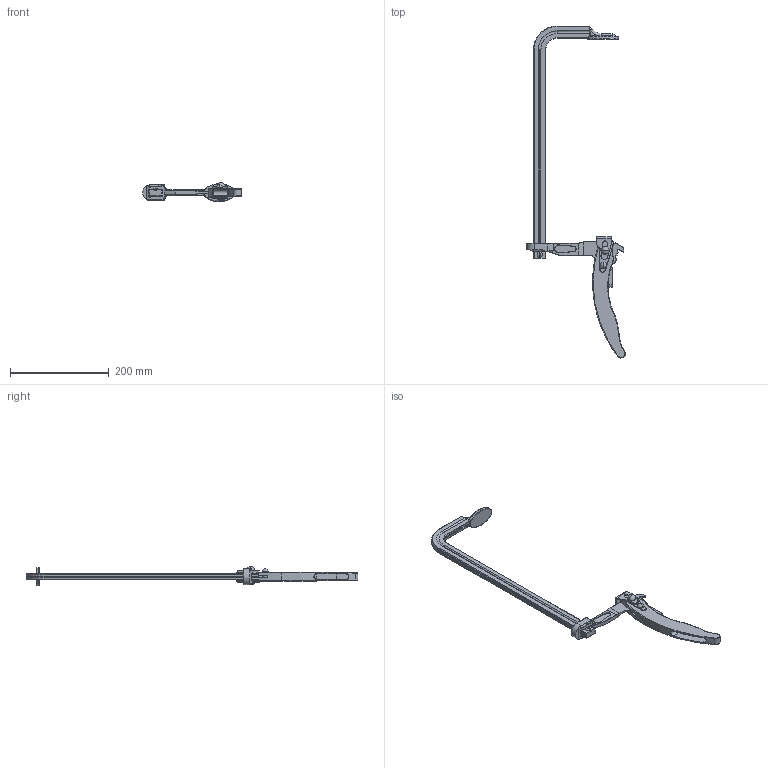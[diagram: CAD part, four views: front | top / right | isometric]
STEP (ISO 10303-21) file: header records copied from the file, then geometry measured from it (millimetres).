
FILE_DESCRIPTION (( 'STEP AP214' ), '1' );
FILE_NAME ('GH-G40L.STEP', '2025-12-23T05:11:11', ( '' ), ( '' ), 'SwSTEP 2.0', 'SolidWorks 2016', '' );
FILE_SCHEMA (( 'AUTOMOTIVE_DESIGN' ));
Length unit declared in the file: millimetre
Products named in the file (9): G40L01; 錨璃7; 錨璃8; G40L08; GH-G40L; 錨璃13; 錨璃10; G40L05-1; 錨璃14
Assembly tree (8 placements, depth 2):
  GH-G40L
    G40L08
    G40L01
    G40L05-1
    錨璃7
    錨璃10
    錨璃13
    錨璃14
    錨璃8
Bounding box: 199.88 x 671.9 x 38.92 mm (x, y, z)
Volume: 318382 mm3; surface area: 103573.1 mm2
Topology: 8 solids, 8 shells, 649 faces, 1549 edges, 886 vertices
Faces by surface type: cylinder 284, torus 125, plane 119, bspline 64, sphere 48, cone 9
Entity records: 23060 total; most frequent: CARTESIAN_POINT 8448, DIRECTION 3098, ORIENTED_EDGE 2986, EDGE_CURVE 1493, AXIS2_PLACEMENT_3D 1273, VERTEX_POINT 866, CIRCLE 677, EDGE_LOOP 673
